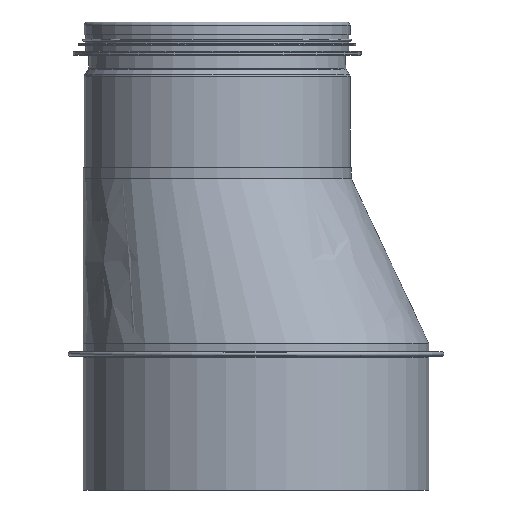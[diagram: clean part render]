
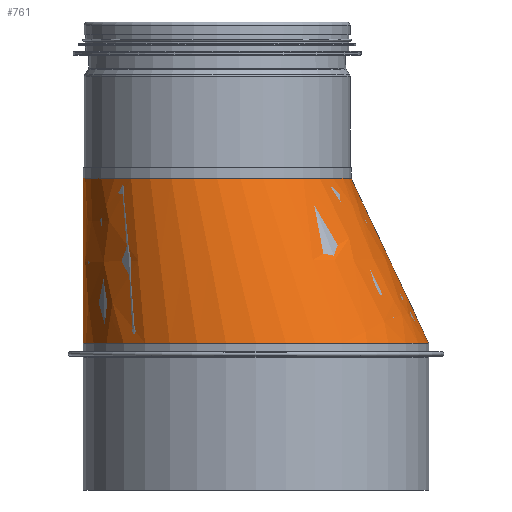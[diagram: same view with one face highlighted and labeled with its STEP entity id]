
A CAD part, front view. The second image highlights one B-rep face of the part: STEP entity #761.
In plain terms, the highlighted free-form (B-spline) face has degree [1, 2] with [2, 9] control points.
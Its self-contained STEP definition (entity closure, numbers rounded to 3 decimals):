
#151=CARTESIAN_POINT('',(62.525,0.0,0.0));
#152=VERTEX_POINT('',#151);
#153=CARTESIAN_POINT('',(-62.525,0.,0.0));
#154=VERTEX_POINT('',#153);
#327=CARTESIAN_POINT('',(0.0,0.0,0.0));
#328=DIRECTION('',(0.0,0.0,-1.0));
#329=DIRECTION('',(1.0,0.0,0.0));
#330=AXIS2_PLACEMENT_3D('',#327,#328,#329);
#331=CIRCLE('',#330,62.525);
#332=EDGE_CURVE('',#152,#154,#331,.T.);
#386=CARTESIAN_POINT('',(-62.525,0.0,-77.));
#387=VERTEX_POINT('',#386);
#388=CARTESIAN_POINT('',(18.125,0.0,-77.0));
#389=DIRECTION('',(0.0,0.0,1.0));
#390=DIRECTION('',(1.0,0.0,0.0));
#391=AXIS2_PLACEMENT_3D('',#388,#389,#390);
#392=CIRCLE('',#391,80.65);
#393=EDGE_CURVE('',#387,#387,#392,.T.);
#722=CARTESIAN_POINT('',(-5.955,59.473,12.65));
#723=CARTESIAN_POINT('',(18.125,84.789,-95.035));
#724=CARTESIAN_POINT('',(-62.525,59.473,0.));
#725=CARTESIAN_POINT('',(-62.525,84.789,-113.07));
#726=CARTESIAN_POINT('',(-62.525,0.,0.));
#727=CARTESIAN_POINT('',(-62.525,0.,-113.07));
#728=CARTESIAN_POINT('',(-62.525,-59.473,0.));
#729=CARTESIAN_POINT('',(-62.525,-84.789,-113.07));
#730=CARTESIAN_POINT('',(-5.955,-59.473,12.65));
#731=CARTESIAN_POINT('',(18.125,-84.789,-95.035));
#732=CARTESIAN_POINT('',(50.614,-59.473,25.3));
#733=CARTESIAN_POINT('',(98.775,-84.789,-77.));
#734=CARTESIAN_POINT('',(50.614,0.,25.3));
#735=CARTESIAN_POINT('',(98.775,0.,-77.));
#736=CARTESIAN_POINT('',(50.614,59.473,25.3));
#737=CARTESIAN_POINT('',(98.775,84.789,-77.0));
#738=CARTESIAN_POINT('',(-5.955,59.473,12.65));
#739=CARTESIAN_POINT('',(18.125,84.789,-95.035));
#747=(BOUNDED_SURFACE()B_SPLINE_SURFACE(1,2,((#722,#724,#726,#728,#730,#732,#734,#736,#738),(#723,#725,#727,#729,#731,#733,#735,#737,#739)),.UNSPECIFIED.,.F.,.T.,.U.)B_SPLINE_SURFACE_WITH_KNOTS((2,2),(3,2,2,2,3),(-1.178,0.224),(0.0,126.843,253.687,380.53,507.374),.UNSPECIFIED.)GEOMETRIC_REPRESENTATION_ITEM()RATIONAL_B_SPLINE_SURFACE(((1.0,0.707,1.0,0.707,1.0,0.707,1.0,0.707,1.0),(1.0,0.707,1.0,0.707,1.0,0.707,1.0,0.707,1.0)))REPRESENTATION_ITEM('')SURFACE());
#748=ORIENTED_EDGE('',*,*,#332,.T.);
#749=CARTESIAN_POINT('',(0.0,0.0,0.0));
#750=DIRECTION('',(0.0,0.0,-1.0));
#751=DIRECTION('',(1.0,0.0,0.0));
#752=AXIS2_PLACEMENT_3D('',#749,#750,#751);
#753=CIRCLE('',#752,62.525);
#754=EDGE_CURVE('',#154,#152,#753,.T.);
#755=ORIENTED_EDGE('',*,*,#754,.T.);
#756=EDGE_LOOP('',(#748,#755));
#757=FACE_OUTER_BOUND('',#756,.T.);
#758=ORIENTED_EDGE('',*,*,#393,.T.);
#759=EDGE_LOOP('',(#758));
#760=FACE_BOUND('',#759,.T.);
#761=ADVANCED_FACE('',(#757,#760),#747,.T.);
